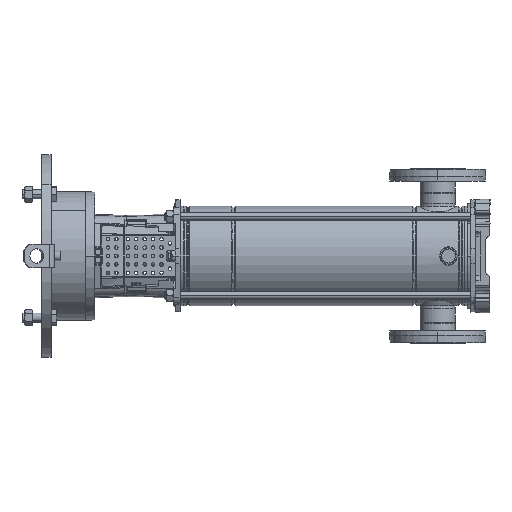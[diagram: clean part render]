
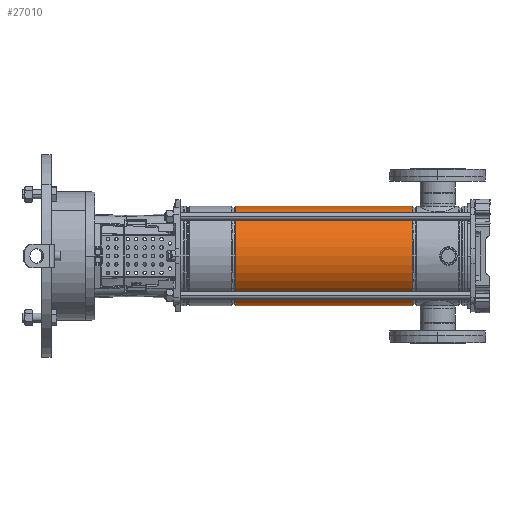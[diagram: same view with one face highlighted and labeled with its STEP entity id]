
A CAD part, left-side view. The second image highlights one B-rep face of the part: STEP entity #27010.
In plain terms, the highlighted cylindrical face has radius 85.9 mm (diameter 171.8 mm), a partial arc.
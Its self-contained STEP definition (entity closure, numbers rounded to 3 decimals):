
#1498 = CYLINDRICAL_SURFACE ( 'NONE', #57615, 85.9 ) ;
#2179 = LINE ( 'NONE', #30184, #9633 ) ;
#5542 = DIRECTION ( 'NONE',  ( -1., 0., 0. ) ) ;
#7312 = DIRECTION ( 'NONE',  ( 0., 0., -1. ) ) ;
#7443 = CARTESIAN_POINT ( 'NONE',  ( 0., 0., 0. ) ) ;
#9633 = VECTOR ( 'NONE', #7312, 1000. ) ;
#10749 = DIRECTION ( 'NONE',  ( -1., 0., 0. ) ) ;
#10978 = EDGE_CURVE ( 'NONE', #24304, #26456, #49766, .T. ) ;
#13238 = CARTESIAN_POINT ( 'NONE',  ( -85.9, 0., 0. ) ) ;
#13474 = AXIS2_PLACEMENT_3D ( 'NONE', #33573, #52679, #5542 ) ;
#15324 = DIRECTION ( 'NONE',  ( 0., 0., -1. ) ) ;
#16626 = DIRECTION ( 'NONE',  ( 0., 0., -1. ) ) ;
#17408 = EDGE_CURVE ( 'NONE', #29394, #24304, #50470, .T. ) ;
#19395 = EDGE_CURVE ( 'NONE', #29394, #34477, #2179, .T. ) ;
#22016 = ORIENTED_EDGE ( 'NONE', *, *, #17408, .T. ) ;
#24304 = VERTEX_POINT ( 'NONE', #30103 ) ;
#26456 = VERTEX_POINT ( 'NONE', #34804 ) ;
#27010 = ADVANCED_FACE ( 'NONE', ( #56539 ), #1498, .T. ) ;
#28128 = VECTOR ( 'NONE', #50369, 1000. ) ;
#29394 = VERTEX_POINT ( 'NONE', #52416 ) ;
#30103 = CARTESIAN_POINT ( 'NONE',  ( -85.9, 0., 399.103 ) ) ;
#30184 = CARTESIAN_POINT ( 'NONE',  ( 85.9, 0., 0. ) ) ;
#33573 = CARTESIAN_POINT ( 'NONE',  ( 0., 0., 93.897 ) ) ;
#34477 = VERTEX_POINT ( 'NONE', #56623 ) ;
#34804 = CARTESIAN_POINT ( 'NONE',  ( -85.9, 0., 93.897 ) ) ;
#38765 = CARTESIAN_POINT ( 'NONE',  ( 0., 0., 399.103 ) ) ;
#43099 = ORIENTED_EDGE ( 'NONE', *, *, #19395, .F. ) ;
#46723 = EDGE_CURVE ( 'NONE', #34477, #26456, #54236, .T. ) ;
#47435 = DIRECTION ( 'NONE',  ( -1., 0., 0. ) ) ;
#49766 = LINE ( 'NONE', #13238, #28128 ) ;
#50369 = DIRECTION ( 'NONE',  ( 0., 0., -1. ) ) ;
#50470 = CIRCLE ( 'NONE', #57279, 85.9 ) ;
#52416 = CARTESIAN_POINT ( 'NONE',  ( 85.9, 0., 399.103 ) ) ;
#52679 = DIRECTION ( 'NONE',  ( 0., 0., -1. ) ) ;
#54236 = CIRCLE ( 'NONE', #13474, 85.9 ) ;
#56539 = FACE_OUTER_BOUND ( 'NONE', #57924, .T. ) ;
#56623 = CARTESIAN_POINT ( 'NONE',  ( 85.9, 0., 93.897 ) ) ;
#57278 = ORIENTED_EDGE ( 'NONE', *, *, #46723, .F. ) ;
#57279 = AXIS2_PLACEMENT_3D ( 'NONE', #38765, #15324, #10749 ) ;
#57615 = AXIS2_PLACEMENT_3D ( 'NONE', #7443, #16626, #47435 ) ;
#57924 = EDGE_LOOP ( 'NONE', ( #43099, #22016, #58263, #57278 ) ) ;
#58263 = ORIENTED_EDGE ( 'NONE', *, *, #10978, .T. ) ;
